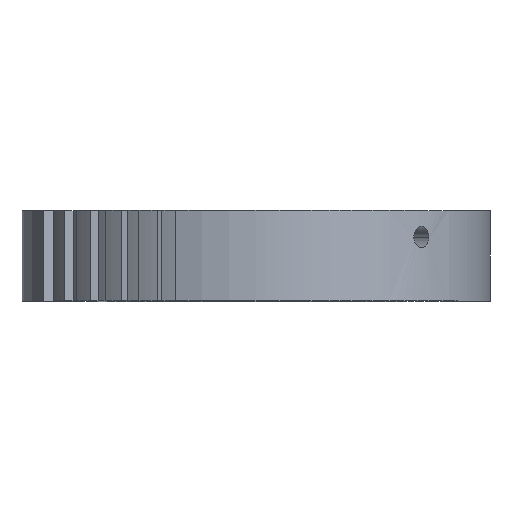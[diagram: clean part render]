
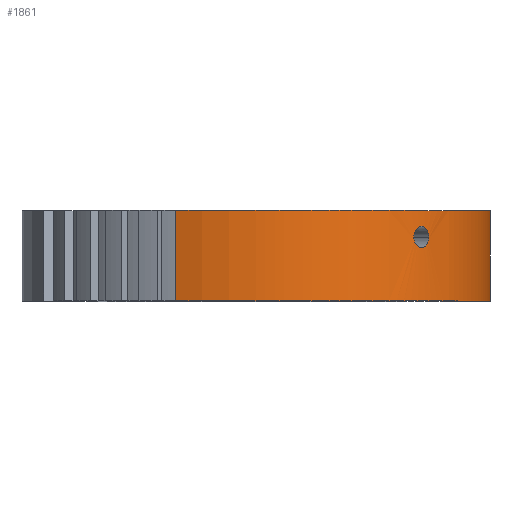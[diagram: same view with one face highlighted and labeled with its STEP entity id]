
A CAD part, top view. The second image highlights one B-rep face of the part: STEP entity #1861.
In plain terms, the highlighted cylindrical face has radius 22 mm (diameter 44 mm), a partial arc.
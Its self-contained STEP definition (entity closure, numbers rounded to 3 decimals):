
#92=CARTESIAN_POINT('',(0.,0.,0.));
#93=DIRECTION('',(0.,1.,0.));
#94=DIRECTION('',(-0.342,0.,0.94));
#95=AXIS2_PLACEMENT_3D('',#92,#93,#94);
#112=CARTESIAN_POINT('',(0.,0.,0.));
#113=DIRECTION('',(0.,1.,0.));
#114=DIRECTION('',(0.,0.,1.));
#115=AXIS2_PLACEMENT_3D('',#112,#113,#114);
#502=CARTESIAN_POINT('',(0.,8.5,0.));
#503=DIRECTION('',(0.,1.,0.));
#504=DIRECTION('',(0.,0.,1.));
#505=AXIS2_PLACEMENT_3D('',#502,#503,#504);
#522=CARTESIAN_POINT('',(0.,8.5,0.));
#523=DIRECTION('',(0.,1.,0.));
#524=DIRECTION('',(-0.342,0.,0.94));
#525=AXIS2_PLACEMENT_3D('',#522,#523,#524);
#747=CARTESIAN_POINT('',(16.247,6.,14.833));
#748=CARTESIAN_POINT('',(16.247,5.912,14.833));
#749=CARTESIAN_POINT('',(16.232,5.741,14.85));
#750=CARTESIAN_POINT('',(16.164,5.495,14.924));
#751=CARTESIAN_POINT('',(16.055,5.286,15.042));
#752=CARTESIAN_POINT('',(15.91,5.124,15.195));
#753=CARTESIAN_POINT('',(15.741,5.023,15.37));
#754=CARTESIAN_POINT('',(15.557,4.988,15.557));
#755=CARTESIAN_POINT('',(15.37,5.023,15.741));
#756=CARTESIAN_POINT('',(15.194,5.124,15.911));
#757=CARTESIAN_POINT('',(15.042,5.286,16.055));
#758=CARTESIAN_POINT('',(14.924,5.495,16.164));
#759=CARTESIAN_POINT('',(14.85,5.741,16.232));
#760=CARTESIAN_POINT('',(14.833,5.911,16.247));
#761=CARTESIAN_POINT('',(14.833,6.,16.247));
#763=CARTESIAN_POINT('',(14.833,6.,16.247));
#764=CARTESIAN_POINT('',(14.833,6.088,16.247));
#765=CARTESIAN_POINT('',(14.85,6.259,16.232));
#766=CARTESIAN_POINT('',(14.924,6.505,16.164));
#767=CARTESIAN_POINT('',(15.042,6.714,16.055));
#768=CARTESIAN_POINT('',(15.195,6.876,15.91));
#769=CARTESIAN_POINT('',(15.37,6.977,15.741));
#770=CARTESIAN_POINT('',(15.557,7.012,15.557));
#771=CARTESIAN_POINT('',(15.741,6.977,15.37));
#772=CARTESIAN_POINT('',(15.911,6.876,15.194));
#773=CARTESIAN_POINT('',(16.055,6.714,15.042));
#774=CARTESIAN_POINT('',(16.164,6.505,14.924));
#775=CARTESIAN_POINT('',(16.232,6.259,14.85));
#776=CARTESIAN_POINT('',(16.247,6.089,14.833));
#777=CARTESIAN_POINT('',(16.247,6.,14.833));
#779=DIRECTION('',(0.,1.,0.));
#780=VECTOR('',#779,8.5);
#781=CARTESIAN_POINT('',(-7.524,0.,20.673));
#782=LINE('',#781,#780);
#783=DIRECTION('',(0.,1.,0.));
#784=VECTOR('',#783,8.5);
#785=CARTESIAN_POINT('',(22.,0.,0.));
#786=LINE('',#785,#784);
#999=CARTESIAN_POINT('',(0.,0.,22.));
#1000=VERTEX_POINT('',#999);
#1005=CARTESIAN_POINT('',(22.,0.,0.));
#1006=VERTEX_POINT('',#1005);
#1023=CARTESIAN_POINT('',(0.,8.5,22.));
#1024=VERTEX_POINT('',#1023);
#1029=CARTESIAN_POINT('',(22.,8.5,0.));
#1030=VERTEX_POINT('',#1029);
#1033=VERTEX_POINT('',#747);
#1034=VERTEX_POINT('',#761);
#1221=CARTESIAN_POINT('',(-7.524,0.,20.673));
#1222=VERTEX_POINT('',#1221);
#1225=CARTESIAN_POINT('',(-7.524,8.5,20.673));
#1226=VERTEX_POINT('',#1225);
#1842=CARTESIAN_POINT('',(0.,0.,0.));
#1843=DIRECTION('',(0.,1.,0.));
#1844=DIRECTION('',(1.,0.,0.));
#1845=AXIS2_PLACEMENT_3D('',#1842,#1843,#1844);
#1846=CYLINDRICAL_SURFACE('',#1845,22.);
#1848=ORIENTED_EDGE('',*,*,#1847,.T.);
#1849=ORIENTED_EDGE('',*,*,#1550,.T.);
#1850=ORIENTED_EDGE('',*,*,#1542,.T.);
#1852=ORIENTED_EDGE('',*,*,#1851,.F.);
#1853=ORIENTED_EDGE('',*,*,#1308,.F.);
#1854=ORIENTED_EDGE('',*,*,#1300,.F.);
#1855=EDGE_LOOP('',(#1848,#1849,#1850,#1852,#1853,#1854));
#1856=FACE_OUTER_BOUND('',#1855,.F.);
#1857=ORIENTED_EDGE('',*,*,#1654,.F.);
#1858=ORIENTED_EDGE('',*,*,#1682,.F.);
#1859=EDGE_LOOP('',(#1857,#1858));
#1860=FACE_BOUND('',#1859,.F.);
#1861=ADVANCED_FACE('',(#1856,#1860),#1846,.T.);
#96=CIRCLE('',#95,22.);
#116=CIRCLE('',#115,22.);
#506=CIRCLE('',#505,22.);
#526=CIRCLE('',#525,22.);
#762=B_SPLINE_CURVE_WITH_KNOTS('',3,(#747,#748,#749,#750,#751,#752,#753,#754,
#755,#756,#757,#758,#759,#760,#761),.UNSPECIFIED.,.F.,.F.,(4,1,1,1,1,1,1,1,1,1,
1,1,4),(0.,0.083,0.167,0.25,0.333,
0.417,0.5,0.583,0.667,0.75,
0.833,0.917,1.),.UNSPECIFIED.);
#778=B_SPLINE_CURVE_WITH_KNOTS('',3,(#763,#764,#765,#766,#767,#768,#769,#770,
#771,#772,#773,#774,#775,#776,#777),.UNSPECIFIED.,.F.,.F.,(4,1,1,1,1,1,1,1,1,1,
1,1,4),(0.,0.083,0.167,0.25,0.333,
0.417,0.5,0.583,0.667,0.75,
0.833,0.917,1.),.UNSPECIFIED.);
#1300=EDGE_CURVE('',#1222,#1000,#96,.T.);
#1308=EDGE_CURVE('',#1000,#1006,#116,.T.);
#1542=EDGE_CURVE('',#1024,#1030,#506,.T.);
#1550=EDGE_CURVE('',#1226,#1024,#526,.T.);
#1654=EDGE_CURVE('',#1033,#1034,#762,.T.);
#1682=EDGE_CURVE('',#1034,#1033,#778,.T.);
#1847=EDGE_CURVE('',#1222,#1226,#782,.T.);
#1851=EDGE_CURVE('',#1006,#1030,#786,.T.);
